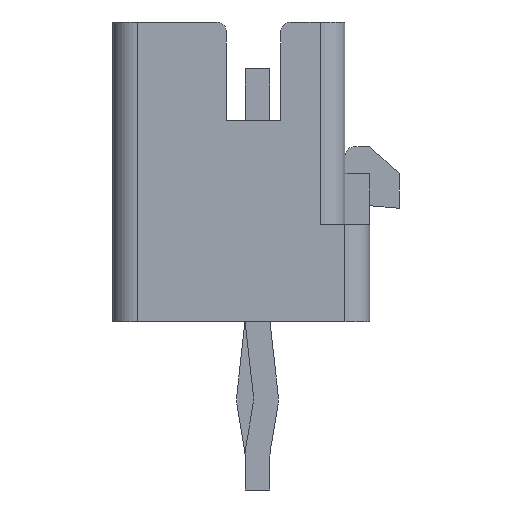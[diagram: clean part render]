
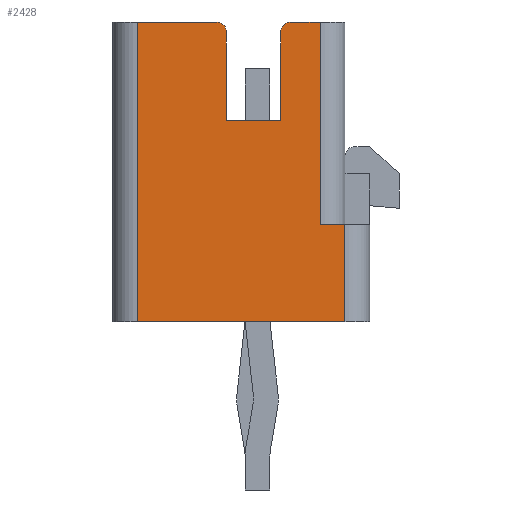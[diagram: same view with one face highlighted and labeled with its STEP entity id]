
A CAD part, left-side view. The second image highlights one B-rep face of the part: STEP entity #2428.
In plain terms, the highlighted planar face has unit normal (-1, 0, 0).
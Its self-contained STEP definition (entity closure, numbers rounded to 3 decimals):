
#17=DIRECTION('',(0.,-1.,0.));
#18=VECTOR('',#17,1.6);
#19=CARTESIAN_POINT('',(-4.,2.43,0.));
#20=LINE('',#19,#18);
#76=DIRECTION('',(0.,-1.,0.));
#77=VECTOR('',#76,0.6);
#78=CARTESIAN_POINT('',(-4.,-0.67,0.));
#79=LINE('',#78,#77);
#217=CARTESIAN_POINT('',(-4.,0.83,-0.2));
#218=DIRECTION('',(-1.,0.,0.));
#219=DIRECTION('',(0.,-1.,0.));
#220=AXIS2_PLACEMENT_3D('',#217,#218,#219);
#222=DIRECTION('',(0.,0.,-1.));
#223=VECTOR('',#222,1.8);
#224=CARTESIAN_POINT('',(-4.,0.63,-0.2));
#225=LINE('',#224,#223);
#226=DIRECTION('',(0.,1.,0.));
#227=VECTOR('',#226,1.1);
#228=CARTESIAN_POINT('',(-4.,-0.47,-2.));
#229=LINE('',#228,#227);
#230=DIRECTION('',(0.,0.,-1.));
#231=VECTOR('',#230,1.8);
#232=CARTESIAN_POINT('',(-4.,-0.47,-0.2));
#233=LINE('',#232,#231);
#234=CARTESIAN_POINT('',(-4.,-0.67,-0.2));
#235=DIRECTION('',(-1.,0.,0.));
#236=DIRECTION('',(0.,0.,1.));
#237=AXIS2_PLACEMENT_3D('',#234,#235,#236);
#239=DIRECTION('',(0.,1.,0.));
#240=VECTOR('',#239,0.5);
#241=CARTESIAN_POINT('',(-4.,-1.77,-4.1));
#242=LINE('',#241,#240);
#243=DIRECTION('',(0.,0.,-1.));
#244=VECTOR('',#243,6.07);
#245=CARTESIAN_POINT('',(-4.,2.43,0.));
#246=LINE('',#245,#244);
#400=DIRECTION('',(0.,-1.,0.));
#401=VECTOR('',#400,4.2);
#402=CARTESIAN_POINT('',(-4.,2.43,-6.07));
#403=LINE('',#402,#401);
#795=DIRECTION('',(0.,0.,-1.));
#796=VECTOR('',#795,1.97);
#797=CARTESIAN_POINT('',(-4.,-1.77,-4.1));
#798=LINE('',#797,#796);
#799=DIRECTION('',(0.,0.,1.));
#800=VECTOR('',#799,4.1);
#801=CARTESIAN_POINT('',(-4.,-1.27,-4.1));
#802=LINE('',#801,#800);
#1652=CARTESIAN_POINT('',(-4.,2.43,0.));
#1654=VERTEX_POINT('',#1652);
#1655=CARTESIAN_POINT('',(-4.,-1.27,0.));
#1657=VERTEX_POINT('',#1655);
#1668=CARTESIAN_POINT('',(-4.,2.43,-6.07));
#1670=VERTEX_POINT('',#1668);
#1699=CARTESIAN_POINT('',(-4.,-0.47,-2.));
#1700=CARTESIAN_POINT('',(-4.,0.63,-2.));
#1701=VERTEX_POINT('',#1699);
#1702=VERTEX_POINT('',#1700);
#1731=CARTESIAN_POINT('',(-4.,-1.77,-6.07));
#1732=VERTEX_POINT('',#1731);
#1735=CARTESIAN_POINT('',(-4.,-1.77,-4.1));
#1736=CARTESIAN_POINT('',(-4.,-1.27,-4.1));
#1737=VERTEX_POINT('',#1735);
#1738=VERTEX_POINT('',#1736);
#1875=CARTESIAN_POINT('',(-4.,0.63,-0.2));
#1876=VERTEX_POINT('',#1875);
#1877=CARTESIAN_POINT('',(-4.,0.83,0.));
#1878=VERTEX_POINT('',#1877);
#1879=CARTESIAN_POINT('',(-4.,-0.67,0.));
#1880=CARTESIAN_POINT('',(-4.,-0.47,-0.2));
#1881=VERTEX_POINT('',#1879);
#1882=VERTEX_POINT('',#1880);
#2402=CARTESIAN_POINT('',(-4.,2.43,0.));
#2403=DIRECTION('',(-1.,0.,0.));
#2404=DIRECTION('',(0.,-1.,0.));
#2405=AXIS2_PLACEMENT_3D('',#2402,#2403,#2404);
#2406=PLANE('',#2405);
#2407=ORIENTED_EDGE('',*,*,#2260,.F.);
#2409=ORIENTED_EDGE('',*,*,#2408,.T.);
#2411=ORIENTED_EDGE('',*,*,#2410,.F.);
#2412=ORIENTED_EDGE('',*,*,#2367,.F.);
#2413=ORIENTED_EDGE('',*,*,#2394,.F.);
#2414=ORIENTED_EDGE('',*,*,#2224,.T.);
#2416=ORIENTED_EDGE('',*,*,#2415,.F.);
#2418=ORIENTED_EDGE('',*,*,#2417,.F.);
#2420=ORIENTED_EDGE('',*,*,#2419,.T.);
#2422=ORIENTED_EDGE('',*,*,#2421,.F.);
#2424=ORIENTED_EDGE('',*,*,#2423,.F.);
#2425=ORIENTED_EDGE('',*,*,#2186,.T.);
#2426=EDGE_LOOP('',(#2407,#2409,#2411,#2412,#2413,#2414,#2416,#2418,#2420,#2422,
#2424,#2425));
#2427=FACE_OUTER_BOUND('',#2426,.F.);
#221=CIRCLE('',#220,0.2);
#238=CIRCLE('',#237,0.2);
#2186=EDGE_CURVE('',#1654,#1878,#20,.T.);
#2224=EDGE_CURVE('',#1881,#1657,#79,.T.);
#2260=EDGE_CURVE('',#1876,#1878,#221,.T.);
#2367=EDGE_CURVE('',#1882,#1701,#233,.T.);
#2394=EDGE_CURVE('',#1881,#1882,#238,.T.);
#2408=EDGE_CURVE('',#1876,#1702,#225,.T.);
#2410=EDGE_CURVE('',#1701,#1702,#229,.T.);
#2415=EDGE_CURVE('',#1738,#1657,#802,.T.);
#2417=EDGE_CURVE('',#1737,#1738,#242,.T.);
#2419=EDGE_CURVE('',#1737,#1732,#798,.T.);
#2421=EDGE_CURVE('',#1670,#1732,#403,.T.);
#2423=EDGE_CURVE('',#1654,#1670,#246,.T.);
#2428=ADVANCED_FACE('',(#2427),#2406,.T.);
